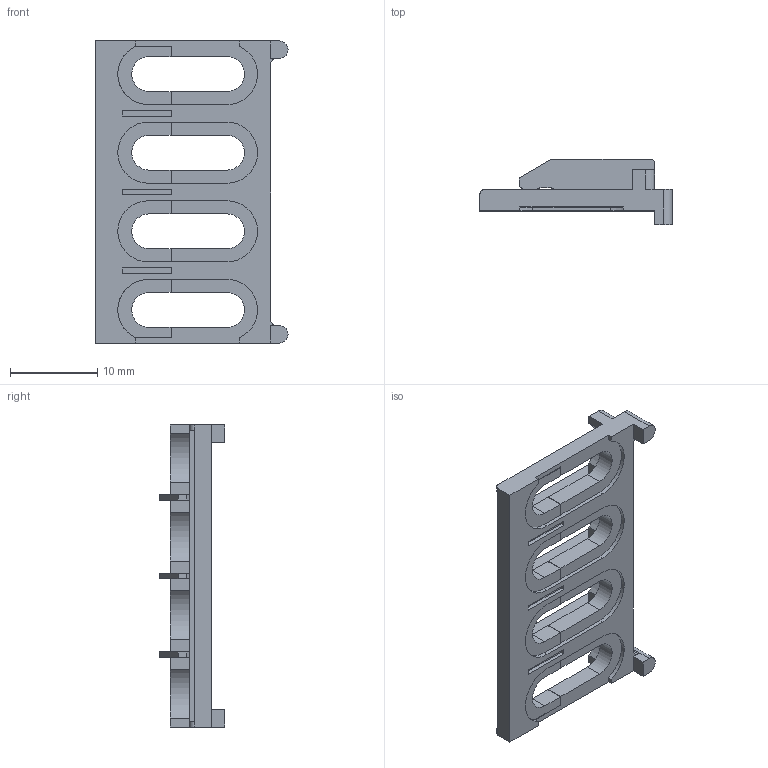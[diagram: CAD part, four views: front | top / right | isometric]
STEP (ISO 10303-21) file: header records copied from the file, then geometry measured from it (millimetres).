
FILE_DESCRIPTION (( 'STEP AP203' ), '1' );
FILE_NAME ('4''lü Üst Köprü.STEP', '2019-03-26T12:30:04', ( '' ), ( '' ), 'SwSTEP 2.0', 'SolidWorks 2011', '' );
FILE_SCHEMA (( 'CONFIG_CONTROL_DESIGN' ));
Length unit declared in the file: millimetre
Products named in the file (1): 4''lü Üst Köprü
Bounding box: 22 x 7.5 x 34.6 mm (x, y, z)
Volume: 1332.9 mm3; surface area: 2294.3 mm2
Topology: 1 solids, 1 shells, 152 faces, 454 edges, 292 vertices
Faces by surface type: plane 118, cylinder 34
Entity records: 5149 total; most frequent: ORIENTED_EDGE 908, CARTESIAN_POINT 899, DIRECTION 830, EDGE_CURVE 454, LINE 384, VECTOR 384, VERTEX_POINT 292, AXIS2_PLACEMENT_3D 223
